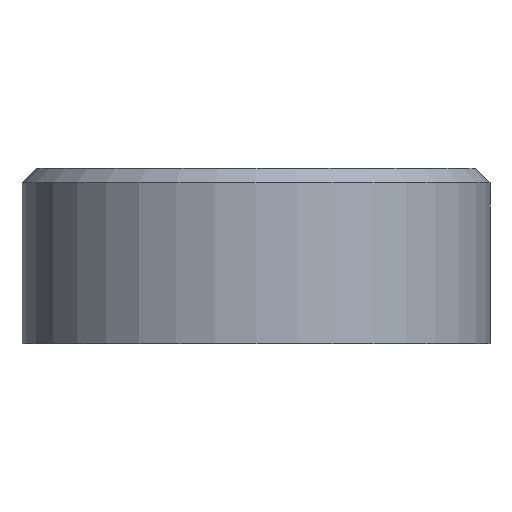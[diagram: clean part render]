
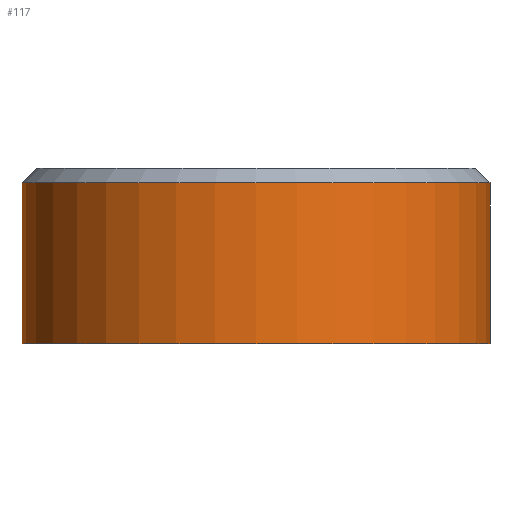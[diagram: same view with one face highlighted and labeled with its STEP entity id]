
A CAD part, front view. The second image highlights one B-rep face of the part: STEP entity #117.
In plain terms, the highlighted cylindrical face has radius 8 mm (diameter 16 mm), a partial arc.
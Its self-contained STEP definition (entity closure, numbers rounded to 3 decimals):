
#15 = EDGE_CURVE ( 'NONE', #238, #27, #213, .T. ) ;
#24 = VERTEX_POINT ( 'NONE', #48 ) ;
#27 = VERTEX_POINT ( 'NONE', #42 ) ;
#42 = CARTESIAN_POINT ( 'NONE',  ( -8., 0., -0.5 ) ) ;
#48 = CARTESIAN_POINT ( 'NONE',  ( 8., 0., -0.5 ) ) ;
#63 = CIRCLE ( 'NONE', #198, 8. ) ;
#105 = CARTESIAN_POINT ( 'NONE',  ( -8., 0., -6. ) ) ;
#116 = EDGE_CURVE ( 'NONE', #237, #24, #154, .T. ) ;
#117 = ADVANCED_FACE ( 'NONE', ( #150 ), #149, .T. ) ;
#118 = EDGE_LOOP ( 'NONE', ( #119, #120, #138, #139 ) ) ;
#119 = ORIENTED_EDGE ( 'NONE', *, *, #15, .F. ) ;
#120 = ORIENTED_EDGE ( 'NONE', *, *, #121, .T. ) ;
#121 = EDGE_CURVE ( 'NONE', #238, #237, #144, .T. ) ;
#138 = ORIENTED_EDGE ( 'NONE', *, *, #116, .T. ) ;
#139 = ORIENTED_EDGE ( 'NONE', *, *, #140, .T. ) ;
#140 = EDGE_CURVE ( 'NONE', #24, #27, #63, .T. ) ;
#144 = CIRCLE ( 'NONE', #181, 8. ) ;
#145 = DIRECTION ( 'NONE',  ( 1., 0., 0. ) ) ;
#146 = DIRECTION ( 'NONE',  ( 0., 0., 1. ) ) ;
#147 = CARTESIAN_POINT ( 'NONE',  ( 0., 0., -6. ) ) ;
#148 = AXIS2_PLACEMENT_3D ( 'NONE', #147, #146, #145 ) ;
#149 = CYLINDRICAL_SURFACE ( 'NONE', #148, 8. ) ;
#150 = FACE_OUTER_BOUND ( 'NONE', #118, .T. ) ;
#151 = DIRECTION ( 'NONE',  ( 0., 0., 1. ) ) ;
#152 = VECTOR ( 'NONE', #151, 1000. ) ;
#153 = CARTESIAN_POINT ( 'NONE',  ( 8., 0., -6. ) ) ;
#154 = LINE ( 'NONE', #153, #152 ) ;
#178 = DIRECTION ( 'NONE',  ( 1., 0., 0. ) ) ;
#179 = DIRECTION ( 'NONE',  ( 0., 0., 1. ) ) ;
#180 = CARTESIAN_POINT ( 'NONE',  ( 0., 0., -6. ) ) ;
#181 = AXIS2_PLACEMENT_3D ( 'NONE', #180, #179, #178 ) ;
#182 = CARTESIAN_POINT ( 'NONE',  ( 8., 0., -6. ) ) ;
#195 = DIRECTION ( 'NONE',  ( 1., 0., 0. ) ) ;
#196 = DIRECTION ( 'NONE',  ( 0., 0., -1. ) ) ;
#197 = CARTESIAN_POINT ( 'NONE',  ( 0., 0., -0.5 ) ) ;
#198 = AXIS2_PLACEMENT_3D ( 'NONE', #197, #196, #195 ) ;
#210 = DIRECTION ( 'NONE',  ( 0., 0., 1. ) ) ;
#211 = VECTOR ( 'NONE', #210, 1000. ) ;
#212 = CARTESIAN_POINT ( 'NONE',  ( -8., 0., -6. ) ) ;
#213 = LINE ( 'NONE', #212, #211 ) ;
#237 = VERTEX_POINT ( 'NONE', #182 ) ;
#238 = VERTEX_POINT ( 'NONE', #105 ) ;
